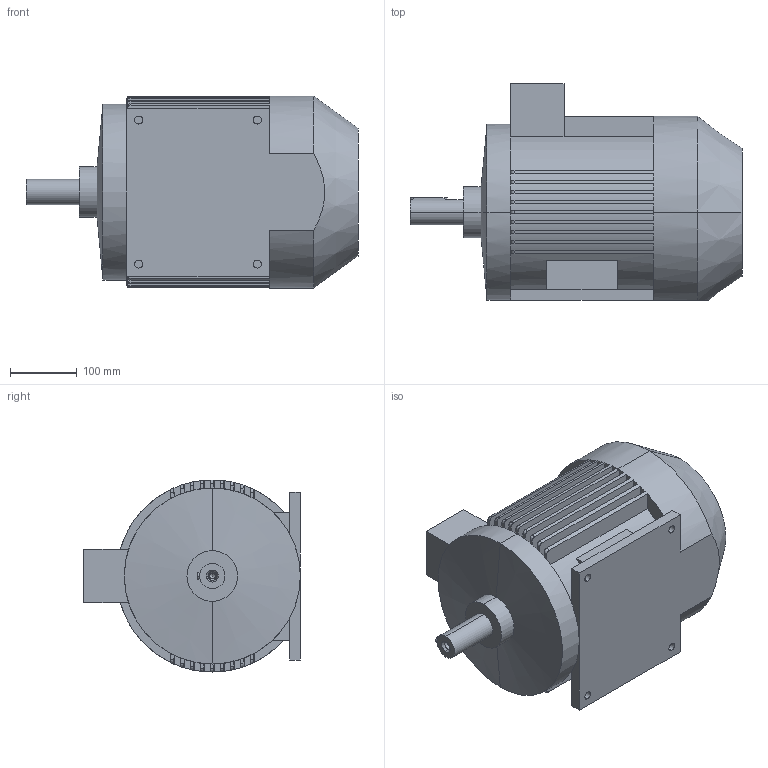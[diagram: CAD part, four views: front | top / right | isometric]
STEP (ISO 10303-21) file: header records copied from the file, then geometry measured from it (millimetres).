
FILE_DESCRIPTION (( 'STEP AP203' ), '1' );
FILE_NAME ('Ýëåêòðîäâèãàòåëü ÀÈÐ132M2,4,6,8.STEP', '2012-10-02T06:45:30', ( 'Áîðèñ' ), ( '' ), 'SwSTEP 2.0', 'SolidWorks 2010', '' );
FILE_SCHEMA (( 'CONFIG_CONTROL_DESIGN' ));
Length unit declared in the file: millimetre
Products named in the file (1): Ýëåêòðîäâèãàòåëü ÀÈÐ132M2,4,6,8
Bounding box: 498 x 325 x 288 mm (x, y, z)
Volume: 21479966.4 mm3; surface area: 763689.8 mm2
Topology: 1 solids, 1 shells, 225 faces, 587 edges, 364 vertices
Faces by surface type: plane 148, cylinder 51, torus 16, cone 10
Entity records: 7553 total; most frequent: CARTESIAN_POINT 1860, DIRECTION 1214, ORIENTED_EDGE 1170, EDGE_CURVE 585, AXIS2_PLACEMENT_3D 440, VERTEX_POINT 364, LINE 334, VECTOR 334
